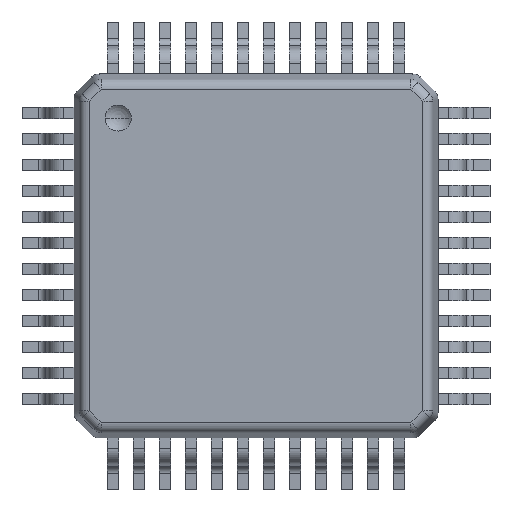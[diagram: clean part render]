
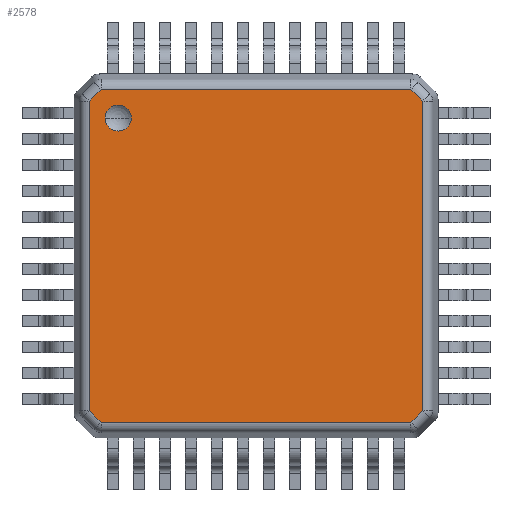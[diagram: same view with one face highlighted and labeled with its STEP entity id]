
A CAD part, top view. The second image highlights one B-rep face of the part: STEP entity #2578.
In plain terms, the highlighted face is planar.
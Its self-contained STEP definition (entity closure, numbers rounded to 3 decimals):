
#983=CARTESIAN_POINT('',(-2.65,0.635,-2.65));
#984=DIRECTION('',(0.,1.,0.));
#985=DIRECTION('',(-1.,0.,0.));
#986=AXIS2_PLACEMENT_3D('',#983,#984,#985);
#991=CARTESIAN_POINT('',(-2.65,0.635,-2.65));
#992=DIRECTION('',(0.,1.,0.));
#993=DIRECTION('',(1.,0.,0.));
#994=AXIS2_PLACEMENT_3D('',#991,#992,#993);
#999=DIRECTION('',(0.,0.,-1.));
#1000=VECTOR('',#999,5.954);
#1001=CARTESIAN_POINT('',(3.203,0.635,2.977));
#1002=LINE('',#1001,#1000);
#1006=DIRECTION('',(0.707,0.,-0.707));
#1007=VECTOR('',#1006,0.32);
#1008=CARTESIAN_POINT('',(2.977,0.635,3.203));
#1009=LINE('',#1008,#1007);
#1013=DIRECTION('',(1.,0.,0.));
#1014=VECTOR('',#1013,5.954);
#1015=CARTESIAN_POINT('',(-2.977,0.635,3.203));
#1016=LINE('',#1015,#1014);
#1020=DIRECTION('',(0.707,0.,0.707));
#1021=VECTOR('',#1020,0.32);
#1022=CARTESIAN_POINT('',(-3.203,0.635,2.977));
#1023=LINE('',#1022,#1021);
#1027=DIRECTION('',(0.,0.,1.));
#1028=VECTOR('',#1027,5.954);
#1029=CARTESIAN_POINT('',(-3.203,0.635,-2.977));
#1030=LINE('',#1029,#1028);
#1034=DIRECTION('',(-0.707,0.,0.707));
#1035=VECTOR('',#1034,0.32);
#1036=CARTESIAN_POINT('',(-2.977,0.635,-3.203));
#1037=LINE('',#1036,#1035);
#1041=DIRECTION('',(-1.,0.,0.));
#1042=VECTOR('',#1041,5.954);
#1043=CARTESIAN_POINT('',(2.977,0.635,-3.203));
#1044=LINE('',#1043,#1042);
#1048=DIRECTION('',(-0.707,0.,-0.707));
#1049=VECTOR('',#1048,0.32);
#1050=CARTESIAN_POINT('',(3.203,0.635,-2.977));
#1051=LINE('',#1050,#1049);
#1534=CARTESIAN_POINT('',(-2.9,0.635,-2.65));
#1535=CARTESIAN_POINT('',(-2.4,0.635,-2.65));
#1536=VERTEX_POINT('',#1534);
#1537=VERTEX_POINT('',#1535);
#1544=CARTESIAN_POINT('',(3.203,0.635,2.977));
#1545=CARTESIAN_POINT('',(3.203,0.635,-2.977));
#1546=VERTEX_POINT('',#1544);
#1547=VERTEX_POINT('',#1545);
#1552=CARTESIAN_POINT('',(2.977,0.635,-3.203));
#1553=VERTEX_POINT('',#1552);
#1558=CARTESIAN_POINT('',(-2.977,0.635,-3.203));
#1559=VERTEX_POINT('',#1558);
#1564=CARTESIAN_POINT('',(-3.203,0.635,-2.977));
#1565=VERTEX_POINT('',#1564);
#1570=CARTESIAN_POINT('',(-3.203,0.635,2.977));
#1571=VERTEX_POINT('',#1570);
#1572=CARTESIAN_POINT('',(-2.977,0.635,3.203));
#1573=VERTEX_POINT('',#1572);
#1582=CARTESIAN_POINT('',(2.977,0.635,3.203));
#1583=VERTEX_POINT('',#1582);
#2553=CARTESIAN_POINT('',(0.,0.635,0.));
#2554=DIRECTION('',(0.,1.,0.));
#2555=DIRECTION('',(1.,0.,0.));
#2556=AXIS2_PLACEMENT_3D('',#2553,#2554,#2555);
#2557=PLANE('',#2556);
#2558=ORIENTED_EDGE('',*,*,#2369,.F.);
#2560=ORIENTED_EDGE('',*,*,#2559,.F.);
#2562=ORIENTED_EDGE('',*,*,#2561,.F.);
#2563=ORIENTED_EDGE('',*,*,#2543,.F.);
#2564=ORIENTED_EDGE('',*,*,#1966,.F.);
#2565=ORIENTED_EDGE('',*,*,#2025,.F.);
#2567=ORIENTED_EDGE('',*,*,#2566,.F.);
#2569=ORIENTED_EDGE('',*,*,#2568,.F.);
#2570=EDGE_LOOP('',(#2558,#2560,#2562,#2563,#2564,#2565,#2567,#2569));
#2571=FACE_OUTER_BOUND('',#2570,.F.);
#2573=ORIENTED_EDGE('',*,*,#2572,.T.);
#2575=ORIENTED_EDGE('',*,*,#2574,.T.);
#2576=EDGE_LOOP('',(#2573,#2575));
#2577=FACE_BOUND('',#2576,.F.);
#2578=ADVANCED_FACE('',(#2571,#2577),#2557,.T.);
#987=CIRCLE('',#986,0.25);
#995=CIRCLE('',#994,0.25);
#1966=EDGE_CURVE('',#1565,#1571,#1030,.T.);
#2025=EDGE_CURVE('',#1559,#1565,#1037,.T.);
#2369=EDGE_CURVE('',#1546,#1547,#1002,.T.);
#2543=EDGE_CURVE('',#1571,#1573,#1023,.T.);
#2559=EDGE_CURVE('',#1583,#1546,#1009,.T.);
#2561=EDGE_CURVE('',#1573,#1583,#1016,.T.);
#2566=EDGE_CURVE('',#1553,#1559,#1044,.T.);
#2568=EDGE_CURVE('',#1547,#1553,#1051,.T.);
#2572=EDGE_CURVE('',#1536,#1537,#987,.T.);
#2574=EDGE_CURVE('',#1537,#1536,#995,.T.);
